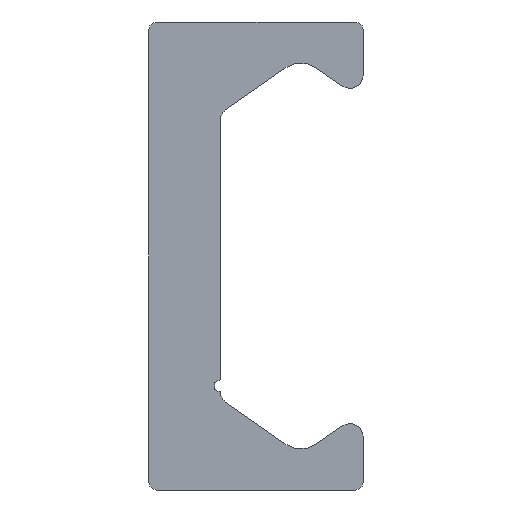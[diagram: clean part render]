
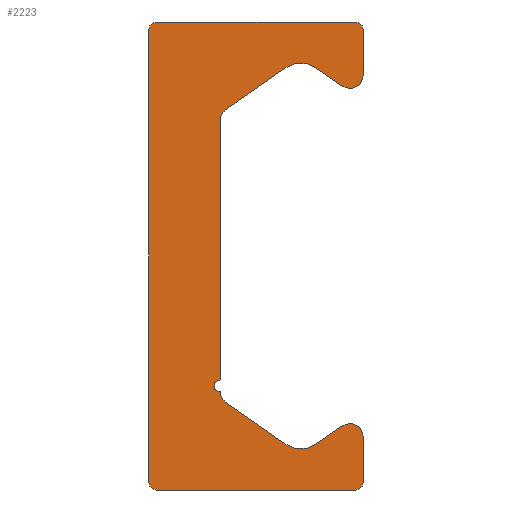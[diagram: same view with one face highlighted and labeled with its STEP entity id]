
A CAD part, left-side view. The second image highlights one B-rep face of the part: STEP entity #2223.
In plain terms, the highlighted planar face has unit normal (-1, 0, 0).
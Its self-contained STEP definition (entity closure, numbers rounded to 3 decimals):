
#1239=CARTESIAN_POINT('',(0.0,1.375,5.214));
#1240=VERTEX_POINT('',#1239);
#1247=CARTESIAN_POINT('',(0.0,1.375,-4.75));
#1248=VERTEX_POINT('',#1247);
#1249=CARTESIAN_POINT('',(0.0,1.375,5.214));
#1250=DIRECTION('',(0.0,0.0,-1.0));
#1251=VECTOR('',#1250,9.964);
#1252=LINE('',#1249,#1251);
#1253=EDGE_CURVE('',#1240,#1248,#1252,.T.);
#1474=CARTESIAN_POINT('',(0.0,3.825,-9.));
#1475=VERTEX_POINT('',#1474);
#1482=CARTESIAN_POINT('',(0.0,4.125,-8.7));
#1483=VERTEX_POINT('',#1482);
#1484=CARTESIAN_POINT('',(0.0,3.825,-8.7));
#1485=DIRECTION('',(1.0,0.0,0.0));
#1486=DIRECTION('',(0.0,0.0,-1.0));
#1487=AXIS2_PLACEMENT_3D('',#1484,#1485,#1486);
#1488=CIRCLE('',#1487,0.3);
#1489=EDGE_CURVE('',#1475,#1483,#1488,.T.);
#1513=CARTESIAN_POINT('',(0.0,-3.825,-9.));
#1514=VERTEX_POINT('',#1513);
#1521=CARTESIAN_POINT('',(0.0,-3.825,-9.));
#1522=DIRECTION('',(0.0,1.0,0.0));
#1523=VECTOR('',#1522,7.65);
#1524=LINE('',#1521,#1523);
#1525=EDGE_CURVE('',#1514,#1475,#1524,.T.);
#1545=CARTESIAN_POINT('',(0.0,-4.125,-8.7));
#1546=VERTEX_POINT('',#1545);
#1553=CARTESIAN_POINT('',(0.0,-3.825,-8.7));
#1554=DIRECTION('',(1.0,0.0,0.0));
#1555=DIRECTION('',(0.0,-1.0,0.0));
#1556=AXIS2_PLACEMENT_3D('',#1553,#1554,#1555);
#1557=CIRCLE('',#1556,0.3);
#1558=EDGE_CURVE('',#1546,#1514,#1557,.T.);
#1577=CARTESIAN_POINT('',(0.0,-4.125,-6.925));
#1578=VERTEX_POINT('',#1577);
#1585=CARTESIAN_POINT('',(0.0,-4.125,-6.925));
#1586=DIRECTION('',(0.0,0.0,-1.0));
#1587=VECTOR('',#1586,1.775);
#1588=LINE('',#1585,#1587);
#1589=EDGE_CURVE('',#1578,#1546,#1588,.T.);
#1609=CARTESIAN_POINT('',(0.0,-3.338,-6.515));
#1610=VERTEX_POINT('',#1609);
#1617=CARTESIAN_POINT('',(0.0,-3.625,-6.925));
#1618=DIRECTION('',(1.0,0.0,0.0));
#1619=DIRECTION('',(0.0,0.574,0.819));
#1620=AXIS2_PLACEMENT_3D('',#1617,#1618,#1619);
#1621=CIRCLE('',#1620,0.5);
#1622=EDGE_CURVE('',#1610,#1578,#1621,.T.);
#1641=CARTESIAN_POINT('',(0.0,-2.299,-7.243));
#1642=VERTEX_POINT('',#1641);
#1649=CARTESIAN_POINT('',(0.0,-2.299,-7.243));
#1650=DIRECTION('',(0.0,-0.819,0.574));
#1651=VECTOR('',#1650,1.269);
#1652=LINE('',#1649,#1651);
#1653=EDGE_CURVE('',#1642,#1610,#1652,.T.);
#1673=CARTESIAN_POINT('',(0.0,-1.151,-7.243));
#1674=VERTEX_POINT('',#1673);
#1681=CARTESIAN_POINT('',(0.0,-1.725,-6.424));
#1682=DIRECTION('',(-1.0,0.0,0.0));
#1683=DIRECTION('',(0.0,0.574,0.819));
#1684=AXIS2_PLACEMENT_3D('',#1681,#1682,#1683);
#1685=CIRCLE('',#1684,1.0);
#1686=EDGE_CURVE('',#1674,#1642,#1685,.T.);
#1705=CARTESIAN_POINT('',(0.0,1.162,-5.624));
#1706=VERTEX_POINT('',#1705);
#1713=CARTESIAN_POINT('',(0.0,1.162,-5.624));
#1714=DIRECTION('',(0.0,-0.819,-0.574));
#1715=VECTOR('',#1714,2.824);
#1716=LINE('',#1713,#1715);
#1717=EDGE_CURVE('',#1706,#1674,#1716,.T.);
#1737=CARTESIAN_POINT('',(0.0,1.375,-5.214));
#1738=VERTEX_POINT('',#1737);
#1745=CARTESIAN_POINT('',(0.0,0.875,-5.214));
#1746=DIRECTION('',(-1.0,0.0,0.0));
#1747=DIRECTION('',(0.0,-0.574,0.819));
#1748=AXIS2_PLACEMENT_3D('',#1745,#1746,#1747);
#1749=CIRCLE('',#1748,0.5);
#1750=EDGE_CURVE('',#1738,#1706,#1749,.T.);
#1769=CARTESIAN_POINT('',(0.0,1.375,-5.25));
#1770=VERTEX_POINT('',#1769);
#1777=CARTESIAN_POINT('',(0.0,1.375,-5.25));
#1778=DIRECTION('',(0.0,0.0,1.0));
#1779=VECTOR('',#1778,0.036);
#1780=LINE('',#1777,#1779);
#1781=EDGE_CURVE('',#1770,#1738,#1780,.T.);
#1818=CARTESIAN_POINT('',(0.0,1.375,-5.0));
#1819=DIRECTION('',(-1.0,0.0,0.0));
#1820=DIRECTION('',(0.0,0.0,1.0));
#1821=AXIS2_PLACEMENT_3D('',#1818,#1819,#1820);
#1822=CIRCLE('',#1821,0.25);
#1823=EDGE_CURVE('',#1248,#1770,#1822,.T.);
#1843=CARTESIAN_POINT('',(0.0,1.162,5.624));
#1844=VERTEX_POINT('',#1843);
#1851=CARTESIAN_POINT('',(0.0,0.875,5.214));
#1852=DIRECTION('',(-1.0,0.0,0.0));
#1853=DIRECTION('',(0.0,-1.0,0.0));
#1854=AXIS2_PLACEMENT_3D('',#1851,#1852,#1853);
#1855=CIRCLE('',#1854,0.5);
#1856=EDGE_CURVE('',#1844,#1240,#1855,.T.);
#1875=CARTESIAN_POINT('',(0.0,-1.151,7.243));
#1876=VERTEX_POINT('',#1875);
#1883=CARTESIAN_POINT('',(0.0,-1.151,7.243));
#1884=DIRECTION('',(0.0,0.819,-0.574));
#1885=VECTOR('',#1884,2.824);
#1886=LINE('',#1883,#1885);
#1887=EDGE_CURVE('',#1876,#1844,#1886,.T.);
#1907=CARTESIAN_POINT('',(0.0,-2.299,7.243));
#1908=VERTEX_POINT('',#1907);
#1915=CARTESIAN_POINT('',(0.0,-1.725,6.424));
#1916=DIRECTION('',(-1.0,0.0,0.0));
#1917=DIRECTION('',(0.0,-0.574,-0.819));
#1918=AXIS2_PLACEMENT_3D('',#1915,#1916,#1917);
#1919=CIRCLE('',#1918,1.0);
#1920=EDGE_CURVE('',#1908,#1876,#1919,.T.);
#1939=CARTESIAN_POINT('',(0.0,-3.338,6.515));
#1940=VERTEX_POINT('',#1939);
#1947=CARTESIAN_POINT('',(0.0,-3.338,6.515));
#1948=DIRECTION('',(0.0,0.819,0.574));
#1949=VECTOR('',#1948,1.269);
#1950=LINE('',#1947,#1949);
#1951=EDGE_CURVE('',#1940,#1908,#1950,.T.);
#1971=CARTESIAN_POINT('',(0.0,-4.125,6.925));
#1972=VERTEX_POINT('',#1971);
#1979=CARTESIAN_POINT('',(0.0,-3.625,6.925));
#1980=DIRECTION('',(1.0,0.0,0.0));
#1981=DIRECTION('',(0.0,-1.0,0.0));
#1982=AXIS2_PLACEMENT_3D('',#1979,#1980,#1981);
#1983=CIRCLE('',#1982,0.5);
#1984=EDGE_CURVE('',#1972,#1940,#1983,.T.);
#2003=CARTESIAN_POINT('',(0.0,-4.125,8.7));
#2004=VERTEX_POINT('',#2003);
#2011=CARTESIAN_POINT('',(0.0,-4.125,8.7));
#2012=DIRECTION('',(0.0,0.0,-1.0));
#2013=VECTOR('',#2012,1.775);
#2014=LINE('',#2011,#2013);
#2015=EDGE_CURVE('',#2004,#1972,#2014,.T.);
#2035=CARTESIAN_POINT('',(0.0,-3.825,9.));
#2036=VERTEX_POINT('',#2035);
#2043=CARTESIAN_POINT('',(0.0,-3.825,8.7));
#2044=DIRECTION('',(1.0,0.0,0.0));
#2045=DIRECTION('',(0.0,0.0,1.0));
#2046=AXIS2_PLACEMENT_3D('',#2043,#2044,#2045);
#2047=CIRCLE('',#2046,0.3);
#2048=EDGE_CURVE('',#2036,#2004,#2047,.T.);
#2067=CARTESIAN_POINT('',(0.0,3.825,9.));
#2068=VERTEX_POINT('',#2067);
#2075=CARTESIAN_POINT('',(0.0,3.825,9.));
#2076=DIRECTION('',(0.0,-1.0,0.0));
#2077=VECTOR('',#2076,7.65);
#2078=LINE('',#2075,#2077);
#2079=EDGE_CURVE('',#2068,#2036,#2078,.T.);
#2099=CARTESIAN_POINT('',(0.0,4.125,8.7));
#2100=VERTEX_POINT('',#2099);
#2107=CARTESIAN_POINT('',(0.0,3.825,8.7));
#2108=DIRECTION('',(1.0,0.0,0.0));
#2109=DIRECTION('',(0.0,1.0,0.0));
#2110=AXIS2_PLACEMENT_3D('',#2107,#2108,#2109);
#2111=CIRCLE('',#2110,0.3);
#2112=EDGE_CURVE('',#2100,#2068,#2111,.T.);
#2130=CARTESIAN_POINT('',(0.0,4.125,-8.7));
#2131=DIRECTION('',(0.0,0.0,1.0));
#2132=VECTOR('',#2131,17.4);
#2133=LINE('',#2130,#2132);
#2134=EDGE_CURVE('',#1483,#2100,#2133,.T.);
#2194=CARTESIAN_POINT('',(0.0,0.856,-0.029));
#2195=DIRECTION('',(1.0,0.0,0.0));
#2196=DIRECTION('',(0.0,0.0,-1.0));
#2197=AXIS2_PLACEMENT_3D('',#2194,#2195,#2196);
#2198=PLANE('',#2197);
#2199=ORIENTED_EDGE('',*,*,#2134,.F.);
#2200=ORIENTED_EDGE('',*,*,#1489,.F.);
#2201=ORIENTED_EDGE('',*,*,#1525,.F.);
#2202=ORIENTED_EDGE('',*,*,#1558,.F.);
#2203=ORIENTED_EDGE('',*,*,#1589,.F.);
#2204=ORIENTED_EDGE('',*,*,#1622,.F.);
#2205=ORIENTED_EDGE('',*,*,#1653,.F.);
#2206=ORIENTED_EDGE('',*,*,#1686,.F.);
#2207=ORIENTED_EDGE('',*,*,#1717,.F.);
#2208=ORIENTED_EDGE('',*,*,#1750,.F.);
#2209=ORIENTED_EDGE('',*,*,#1781,.F.);
#2210=ORIENTED_EDGE('',*,*,#1823,.F.);
#2211=ORIENTED_EDGE('',*,*,#1253,.F.);
#2212=ORIENTED_EDGE('',*,*,#1856,.F.);
#2213=ORIENTED_EDGE('',*,*,#1887,.F.);
#2214=ORIENTED_EDGE('',*,*,#1920,.F.);
#2215=ORIENTED_EDGE('',*,*,#1951,.F.);
#2216=ORIENTED_EDGE('',*,*,#1984,.F.);
#2217=ORIENTED_EDGE('',*,*,#2015,.F.);
#2218=ORIENTED_EDGE('',*,*,#2048,.F.);
#2219=ORIENTED_EDGE('',*,*,#2079,.F.);
#2220=ORIENTED_EDGE('',*,*,#2112,.F.);
#2221=EDGE_LOOP('',(#2199,#2200,#2201,#2202,#2203,#2204,#2205,#2206,#2207,#2208,#2209,#2210,#2211,#2212,#2213,#2214,#2215,#2216,#2217,#2218,#2219,#2220));
#2222=FACE_OUTER_BOUND('',#2221,.T.);
#2223=ADVANCED_FACE('',(#2222),#2198,.F.);
